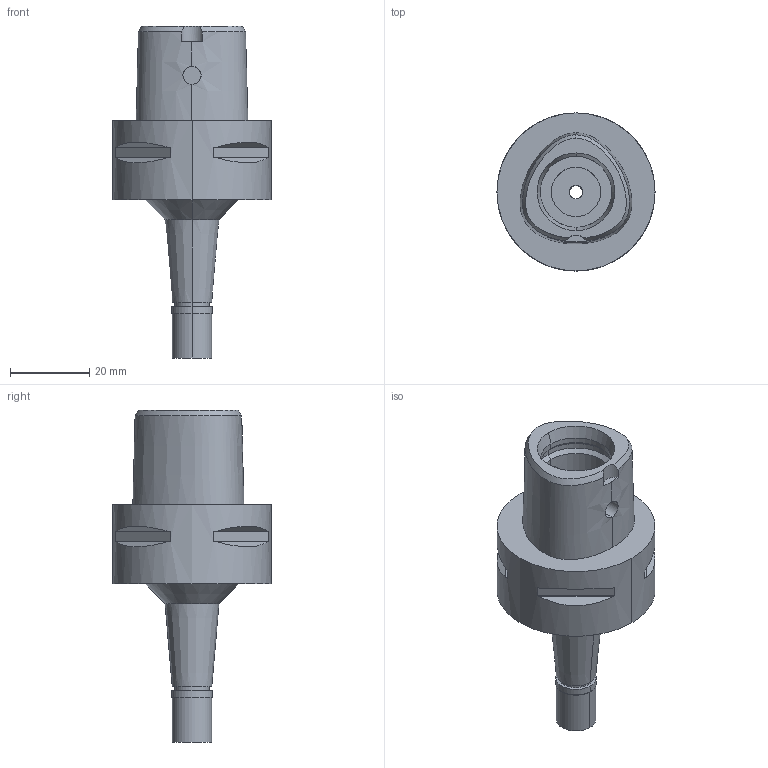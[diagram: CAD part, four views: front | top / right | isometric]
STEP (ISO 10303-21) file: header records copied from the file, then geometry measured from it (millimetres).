
FILE_DESCRIPTION (( 'STEP AP203' ), '1' );
FILE_NAME ('C4-MEGA3S-60T.stp', '2019-07-03T17:55:47', ( '' ), ( '' ), 'SwSTEP 2.0', 'SolidWorks 2019', '' );
FILE_SCHEMA (( 'CONFIG_CONTROL_DESIGN' ));
Length unit declared in the file: millimetre
Products named in the file (7): C4-MEGA3S-60T-030-FreeParts; DXF_TEMP_ASSY_ASM_4_ASM.stp; C4-MEGA3S-60T-030.stp; MGN3S_1.stp; C4-MEGA3S-60T-030_ASM.stp; C4-MEGA3S-60T; C4-MEGA3S-60T_1.stp
Assembly tree (5 placements, depth 5):
  C4-MEGA3S-60T-030-FreeParts
  C4-MEGA3S-60T
    C4-MEGA3S-60T-030.stp
      C4-MEGA3S-60T-030_ASM.stp
        DXF_TEMP_ASSY_ASM_4_ASM.stp
          C4-MEGA3S-60T_1.stp
          MGN3S_1.stp
Bounding box: 40 x 40 x 84 mm (x, y, z)
Volume: 36192.8 mm3; surface area: 11430.6 mm2
Topology: 2 solids, 2 shells, 90 faces, 196 edges, 123 vertices
Faces by surface type: plane 37, cylinder 35, cone 12, bspline 4, torus 2
Entity records: 4578 total; most frequent: CARTESIAN_POINT 1864, DIRECTION 457, ORIENTED_EDGE 392, EDGE_CURVE 196, AXIS2_PLACEMENT_3D 191, VERTEX_POINT 123, EDGE_LOOP 109, CIRCLE 94
